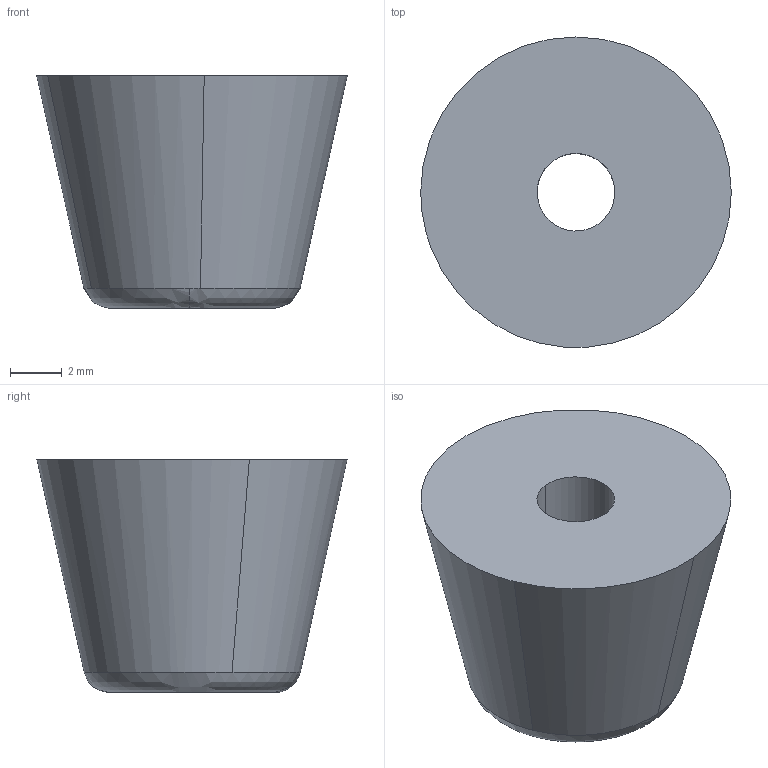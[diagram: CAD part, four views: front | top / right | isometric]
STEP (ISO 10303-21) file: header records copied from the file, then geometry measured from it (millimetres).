
FILE_DESCRIPTION( (''), '2;1');
FILE_NAME ('PC50.360.TM_TK_12_4213.stp','2019-12-19T16:28:47',(''),(''),'spGate 15.6.1','','');
FILE_SCHEMA (('AUTOMOTIVE_DESIGN'));
Length unit declared in the file: millimetre
Products named in the file (3): Assembly; washer; rubber foot
Assembly tree (2 placements, depth 2):
  Assembly
    washer
    rubber foot
Bounding box: 12 x 11.98 x 9 mm (x, y, z)
Volume: 601.8 mm3; surface area: 620.3 mm2
Topology: 2 solids, 2 shells, 20 faces, 58 edges, 44 vertices
Faces by surface type: cylinder 10, plane 6, bspline 4
Entity records: 1279 total; most frequent: CARTESIAN_POINT 209, DIRECTION 134, ORIENTED_EDGE 116, COLOUR_RGB 80, PRESENTATION_STYLE_ASSIGNMENT 80, STYLED_ITEM 80, AXIS2_PLACEMENT_3D 66, EDGE_CURVE 58
